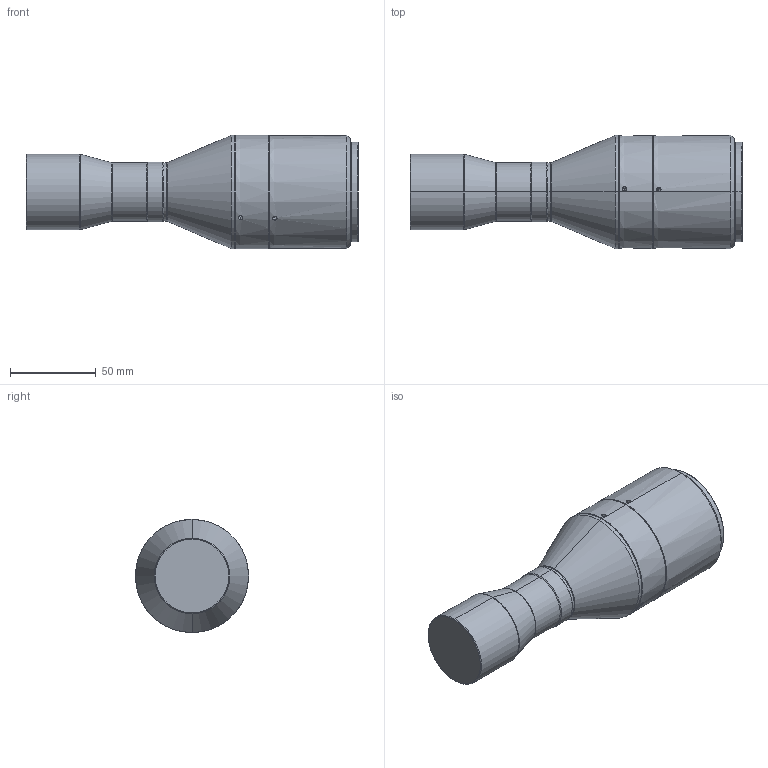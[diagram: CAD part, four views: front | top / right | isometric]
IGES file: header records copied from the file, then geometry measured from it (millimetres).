
Start section: SolidWorks IGES file using analytic representation for surfaces
Global section: file name: DTCM175-26-M58-AL.IGS; native system: SolidWorks 2012; preprocessor: SolidWorks 2012; author: ZXC; date: 181130.143306; units: millimetre
Bounding box: 193.7 x 66 x 66 mm (x, y, z)
Surface area: 39961 mm2 (no closed solid volume)
Topology: 0 solids, 0 shells, 74 faces, 1436 edges, 1424 vertices
Faces by surface type: revolution 60, bspline 14
